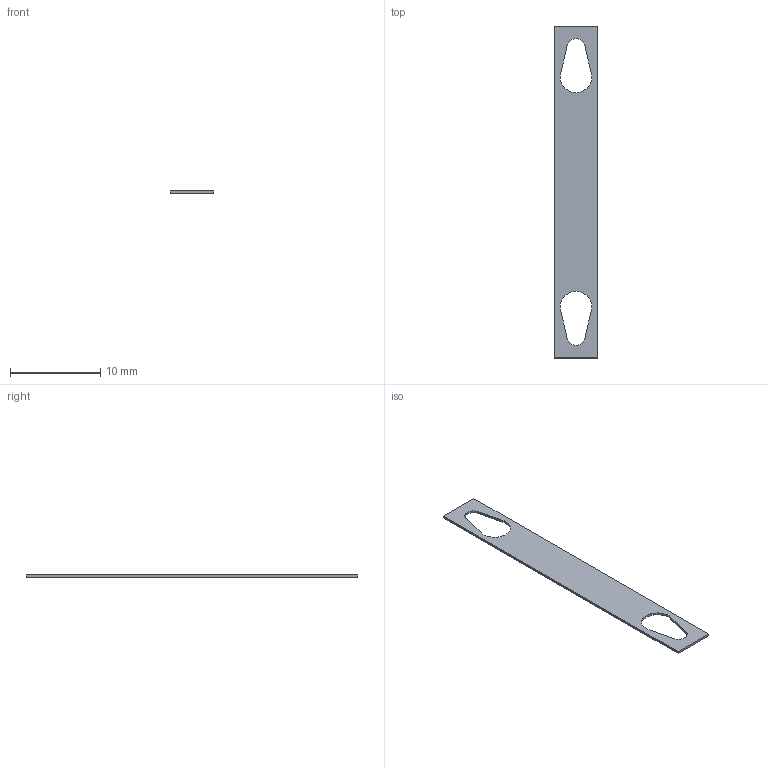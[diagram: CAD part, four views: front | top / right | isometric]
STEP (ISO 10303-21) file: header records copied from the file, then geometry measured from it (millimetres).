
FILE_DESCRIPTION(('CATIA V5R19 STEP'),'2;1');
FILE_NAME ('D1461399_0', '2015-11-11T13:10:17+00:00', ('Weidmueller Interface'), ('Weidmueller'), 'CATIA Version 5 Release 20 SP 5 (IN-10)', 'CATIA V5 STEP AP214', 'none');
FILE_SCHEMA(('AUTOMOTIVE_DESIGN { 1 0 10303 214 1 1 1 1 }'));
Length unit declared in the file: millimetre
Products named in the file (1): 61495_WM_1X21_2-0-3-5_MM
Bounding box: 4.8 x 36.8 x 0.25 mm (x, y, z)
Volume: 36.4 mm3; surface area: 319.5 mm2
Topology: 1 solids, 1 shells, 14 faces, 36 edges, 24 vertices
Faces by surface type: plane 10, cylinder 4
Entity records: 451 total; most frequent: CARTESIAN_POINT 75, ORIENTED_EDGE 72, DIRECTION 64, EDGE_CURVE 36, VECTOR 28, LINE 28, VERTEX_POINT 24, AXIS2_PLACEMENT_3D 23
